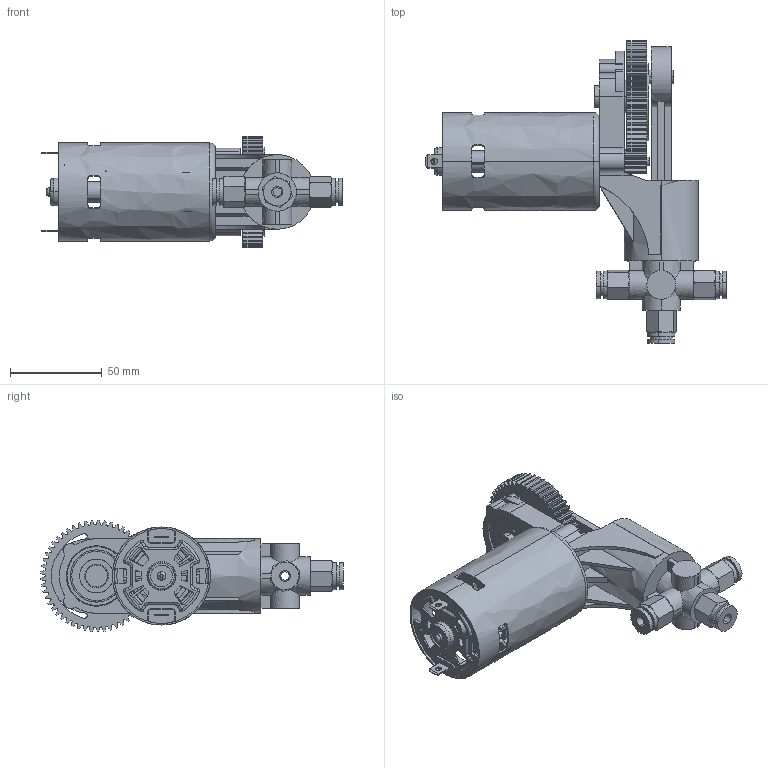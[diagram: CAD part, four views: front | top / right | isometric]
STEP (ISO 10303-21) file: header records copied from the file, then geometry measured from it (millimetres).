
FILE_DESCRIPTION(('FreeCAD Model'),'2;1');
FILE_NAME('Open CASCADE Shape Model','2025-04-30T08:30:42',('FreeCAD'),( 'FreeCAD'),'Open CASCADE STEP processor 7.6','FreeCAD','Unknown');
FILE_SCHEMA(('AUTOMOTIVE_DESIGN { 1 0 10303 214 1 1 1 1 }'));
Products named in the file (1): Open CASCADE STEP translator 7.6 1
Bounding box: 163.59 x 164.51 x 60.66 mm (x, y, z)
Volume: 208164.5 mm3; surface area: 119643.3 mm2
Topology: 24 solids, 24 shells, 1398 faces, 4051 edges, 2643 vertices
Faces by surface type: bspline 1398
Entity records: 47165 total; most frequent: CARTESIAN_POINT 25434, ORIENTED_EDGE 8018, EDGE_CURVE 4009, VERTEX_POINT 2643, B_SPLINE_CURVE_WITH_KNOTS 2105, FACE_BOUND 1512, EDGE_LOOP 1512, ADVANCED_FACE 1398
